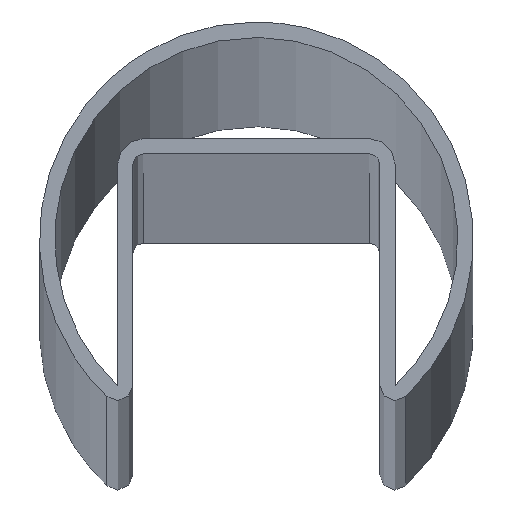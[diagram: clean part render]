
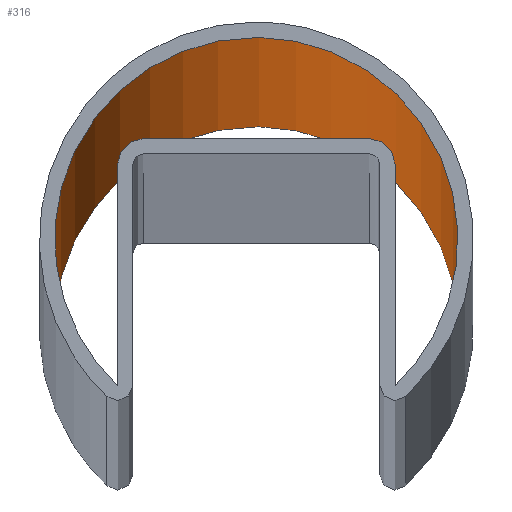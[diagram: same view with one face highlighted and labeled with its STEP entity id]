
A CAD part, top view. The second image highlights one B-rep face of the part: STEP entity #316.
In plain terms, the highlighted free-form (B-spline) face has degree [3, 1] with [13, 2] control points.
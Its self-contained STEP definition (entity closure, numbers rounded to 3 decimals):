
#11 = CARTESIAN_POINT ( 'NONE',  ( 14.979, -12.942, -5000. ) ) ;
#14 = CARTESIAN_POINT ( 'NONE',  ( -13.567, -14.284, 0. ) ) ;
#16 = ORIENTED_EDGE ( 'NONE', *, *, #117, .T. ) ;
#30 = CARTESIAN_POINT ( 'NONE',  ( 20.24, -2.433, 0. ) ) ;
#40 = CARTESIAN_POINT ( 'NONE',  ( 13.567, -14.284, -5000. ) ) ;
#41 = VECTOR ( 'NONE', #228, 1000. ) ;
#46 = CARTESIAN_POINT ( 'NONE',  ( -13.567, -14.284, 0. ) ) ;
#49 = CARTESIAN_POINT ( 'NONE',  ( -19.412, 7.748, -5000. ) ) ;
#66 = CARTESIAN_POINT ( 'NONE',  ( 17.417, -9.817, 0. ) ) ;
#68 = CARTESIAN_POINT ( 'NONE',  ( 13.567, -14.284, 0. ) ) ;
#73 = EDGE_LOOP ( 'NONE', ( #16, #343, #225, #679 ) ) ;
#74 = VERTEX_POINT ( 'NONE', #214 ) ;
#97 = VECTOR ( 'NONE', #587, 1000. ) ;
#99 = CARTESIAN_POINT ( 'NONE',  ( -13.567, -14.284, -5000. ) ) ;
#101 = CARTESIAN_POINT ( 'NONE',  ( 13.567, -14.284, -5000. ) ) ;
#104 = CARTESIAN_POINT ( 'NONE',  ( 19.412, 7.748, 0. ) ) ;
#109 = LINE ( 'NONE', #40, #97 ) ;
#117 = EDGE_CURVE ( 'NONE', #297, #176, #658, .T. ) ;
#122 = CARTESIAN_POINT ( 'NONE',  ( -13.567, -14.284, -5000. ) ) ;
#134 = CARTESIAN_POINT ( 'NONE',  ( 11.722, 17.302, -5000. ) ) ;
#149 = CARTESIAN_POINT ( 'NONE',  ( -14.979, -12.942, -5000. ) ) ;
#153 = EDGE_CURVE ( 'NONE', #74, #678, #324, .T. ) ;
#155 = CARTESIAN_POINT ( 'NONE',  ( 13.567, -14.284, 0. ) ) ;
#157 = CARTESIAN_POINT ( 'NONE',  ( 14.979, -12.942, 0. ) ) ;
#174 = CARTESIAN_POINT ( 'NONE',  ( 0., 20.899, -5000. ) ) ;
#176 = VERTEX_POINT ( 'NONE', #14 ) ;
#181 = CARTESIAN_POINT ( 'NONE',  ( 19.412, 7.748, 0. ) ) ;
#195 = CARTESIAN_POINT ( 'NONE',  ( 0., 20.899, -5000. ) ) ;
#205 = CARTESIAN_POINT ( 'NONE',  ( 17.417, -9.817, -5000. ) ) ;
#206 = CARTESIAN_POINT ( 'NONE',  ( -13.567, -14.284, -5000. ) ) ;
#214 = CARTESIAN_POINT ( 'NONE',  ( 13.567, -14.284, -5000. ) ) ;
#225 = ORIENTED_EDGE ( 'NONE', *, *, #153, .F. ) ;
#228 = DIRECTION ( 'NONE',  ( 0., 0., 1. ) ) ;
#233 = CARTESIAN_POINT ( 'NONE',  ( -20.24, -2.433, 0. ) ) ;
#238 = CARTESIAN_POINT ( 'NONE',  ( -17.417, -9.817, 0. ) ) ;
#257 = CARTESIAN_POINT ( 'NONE',  ( 20.24, -2.433, 0. ) ) ;
#285 = LINE ( 'NONE', #404, #41 ) ;
#297 = VERTEX_POINT ( 'NONE', #358 ) ;
#305 = CARTESIAN_POINT ( 'NONE',  ( 20.24, -2.433, -5000. ) ) ;
#316 = ADVANCED_FACE ( 'NONE', ( #419 ), #701, .F. ) ;
#321 = CARTESIAN_POINT ( 'NONE',  ( -14.979, -12.942, -5000. ) ) ;
#323 = CARTESIAN_POINT ( 'NONE',  ( 11.722, 17.302, 0. ) ) ;
#324 = B_SPLINE_CURVE_WITH_KNOTS ( 'NONE', 3,
 ( #496, #11, #382, #617, #550, #134, #174, #604, #456, #602, #607, #321, #122 ),
 .UNSPECIFIED., .F., .F.,
 ( 4, 1, 1, 1, 1, 1, 1, 1, 1, 1, 4 ),
 ( -0.811, -0.513, -0.216, 0.38, 0.975, 1.571, 2.166, 2.762, 3.357, 3.655, 3.953 ),
 .UNSPECIFIED. ) ;
#341 = EDGE_CURVE ( 'NONE', #74, #297, #109, .T. ) ;
#343 = ORIENTED_EDGE ( 'NONE', *, *, #588, .F. ) ;
#358 = CARTESIAN_POINT ( 'NONE',  ( 13.567, -14.284, 0. ) ) ;
#364 = CARTESIAN_POINT ( 'NONE',  ( -11.722, 17.302, 0. ) ) ;
#369 = CARTESIAN_POINT ( 'NONE',  ( -11.722, 17.302, -5000. ) ) ;
#382 = CARTESIAN_POINT ( 'NONE',  ( 17.417, -9.817, -5000. ) ) ;
#385 = CARTESIAN_POINT ( 'NONE',  ( -19.412, 7.748, 0. ) ) ;
#388 = CARTESIAN_POINT ( 'NONE',  ( -14.979, -12.942, 0. ) ) ;
#399 = CARTESIAN_POINT ( 'NONE',  ( 0., 20.899, 0. ) ) ;
#404 = CARTESIAN_POINT ( 'NONE',  ( -13.567, -14.284, -5000. ) ) ;
#415 = CARTESIAN_POINT ( 'NONE',  ( 11.722, 17.302, -5000. ) ) ;
#419 = FACE_OUTER_BOUND ( 'NONE', #73, .T. ) ;
#424 = CARTESIAN_POINT ( 'NONE',  ( 0., 20.899, 0. ) ) ;
#425 = CARTESIAN_POINT ( 'NONE',  ( -14.979, -12.942, 0. ) ) ;
#444 = CARTESIAN_POINT ( 'NONE',  ( -11.722, 17.302, 0. ) ) ;
#456 = CARTESIAN_POINT ( 'NONE',  ( -19.412, 7.748, -5000. ) ) ;
#460 = CARTESIAN_POINT ( 'NONE',  ( -13.567, -14.284, 0. ) ) ;
#472 = CARTESIAN_POINT ( 'NONE',  ( -19.412, 7.748, 0. ) ) ;
#479 = CARTESIAN_POINT ( 'NONE',  ( -17.417, -9.817, 0. ) ) ;
#496 = CARTESIAN_POINT ( 'NONE',  ( 13.567, -14.284, -5000. ) ) ;
#526 = CARTESIAN_POINT ( 'NONE',  ( -17.417, -9.817, -5000. ) ) ;
#529 = CARTESIAN_POINT ( 'NONE',  ( -20.24, -2.433, -5000. ) ) ;
#531 = CARTESIAN_POINT ( 'NONE',  ( 17.417, -9.817, 0. ) ) ;
#534 = CARTESIAN_POINT ( 'NONE',  ( 19.412, 7.748, -5000. ) ) ;
#548 = CARTESIAN_POINT ( 'NONE',  ( 14.979, -12.942, 0. ) ) ;
#550 = CARTESIAN_POINT ( 'NONE',  ( 19.412, 7.748, -5000. ) ) ;
#587 = DIRECTION ( 'NONE',  ( 0., 0., 1. ) ) ;
#588 = EDGE_CURVE ( 'NONE', #678, #176, #285, .T. ) ;
#602 = CARTESIAN_POINT ( 'NONE',  ( -20.24, -2.433, -5000. ) ) ;
#604 = CARTESIAN_POINT ( 'NONE',  ( -11.722, 17.302, -5000. ) ) ;
#607 = CARTESIAN_POINT ( 'NONE',  ( -17.417, -9.817, -5000. ) ) ;
#617 = CARTESIAN_POINT ( 'NONE',  ( 20.24, -2.433, -5000. ) ) ;
#638 = CARTESIAN_POINT ( 'NONE',  ( -20.24, -2.433, 0. ) ) ;
#640 = CARTESIAN_POINT ( 'NONE',  ( 14.979, -12.942, -5000. ) ) ;
#643 = CARTESIAN_POINT ( 'NONE',  ( 11.722, 17.302, 0. ) ) ;
#658 = B_SPLINE_CURVE_WITH_KNOTS ( 'NONE', 3,
 ( #68, #548, #66, #30, #181, #323, #399, #444, #385, #233, #238, #388, #460 ),
 .UNSPECIFIED., .F., .F.,
 ( 4, 1, 1, 1, 1, 1, 1, 1, 1, 1, 4 ),
 ( -0.811, -0.513, -0.216, 0.38, 0.975, 1.571, 2.166, 2.762, 3.357, 3.655, 3.953 ),
 .UNSPECIFIED. ) ;
#678 = VERTEX_POINT ( 'NONE', #99 ) ;
#679 = ORIENTED_EDGE ( 'NONE', *, *, #341, .T. ) ;
#701 = B_SPLINE_SURFACE_WITH_KNOTS ( 'NONE', 3, 1, ( 
 ( #101, #155 ),
 ( #640, #157 ),
 ( #205, #531 ),
 ( #305, #257 ),
 ( #534, #104 ),
 ( #415, #643 ),
 ( #195, #424 ),
 ( #369, #364 ),
 ( #49, #472 ),
 ( #529, #638 ),
 ( #526, #479 ),
 ( #149, #425 ),
 ( #206, #46 ) ),
 .UNSPECIFIED., .F., .F., .F.,
 ( 4, 1, 1, 1, 1, 1, 1, 1, 1, 1, 4 ),
 ( 2, 2 ),
 ( -0.811, -0.513, -0.216, 0.38, 0.975, 1.571, 2.166, 2.762, 3.357, 3.655, 3.953 ),
 ( 0., 1. ),
 .UNSPECIFIED. ) ;
